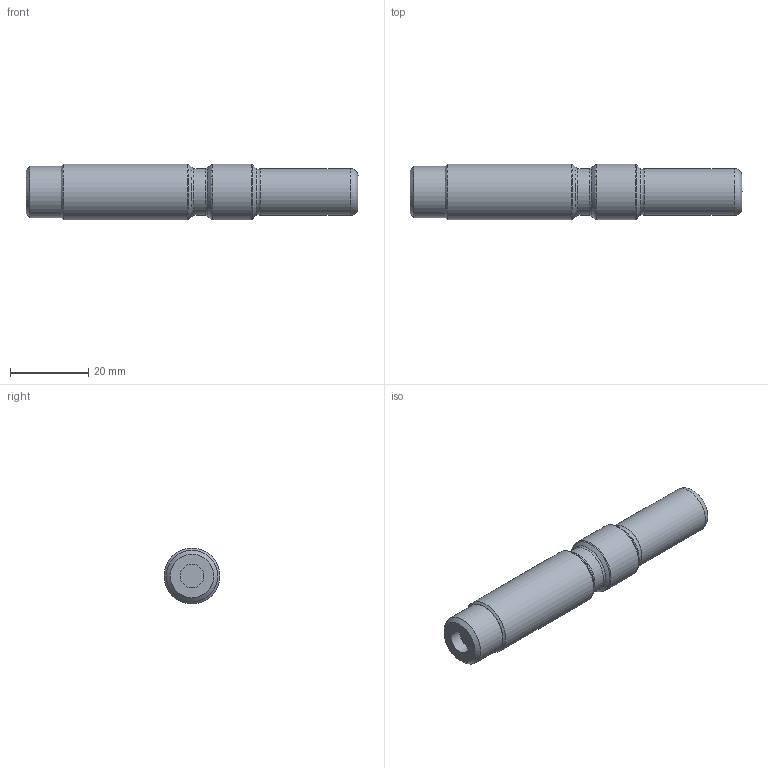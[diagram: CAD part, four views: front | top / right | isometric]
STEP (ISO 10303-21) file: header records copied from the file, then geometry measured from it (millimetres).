
FILE_DESCRIPTION(/* description */ ('Unknown'),/* implementation_level */ '2;1');
FILE_NAME(/* name */ '040001256 Stecknippel 01_02_2023',/* time_stamp */ '2023-02-01T15:23:53+01:00',/* author */ ('Unknown'),/* organization */ ('Unknown'),/* preprocessor_version */ 'ST-DEVELOPER v18.102',/* originating_system */ 'Solid Edge',/* authorisation */ 'Unknown');
FILE_SCHEMA (('AUTOMOTIVE_DESIGN {1 0 10303 214 3 1 1}'));
Length unit declared in the file: millimetre
Products named in the file (1): Stecknippel
Bounding box: 85 x 14.3 x 14.3 mm (x, y, z)
Volume: 11689.6 mm3; surface area: 3934.6 mm2
Topology: 1 solids, 1 shells, 41 faces, 100 edges, 64 vertices
Faces by surface type: plane 17, cylinder 12, torus 7, cone 5
Full cylindrical faces by diameter (mm): 6 x1, 12 x2, 13.157 x1, 14.3 x2
Entity records: 1361 total; most frequent: DIRECTION 192, CARTESIAN_POINT 174, ORIENTED_EDGE 150, EDGE_CURVE 75, AXIS2_PLACEMENT_3D 75, EDGE_LOOP 62, FACE_BOUND 62, VERTEX_POINT 57
